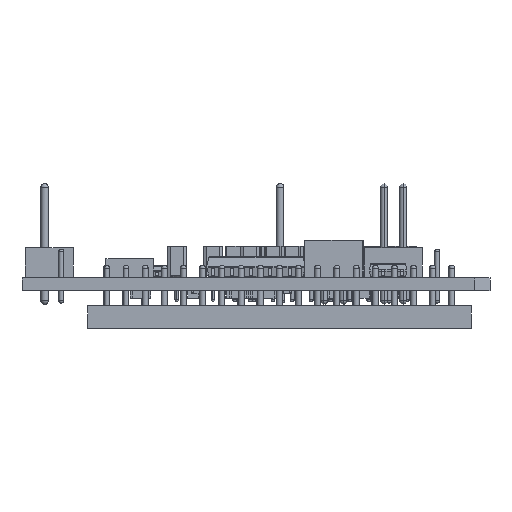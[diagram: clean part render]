
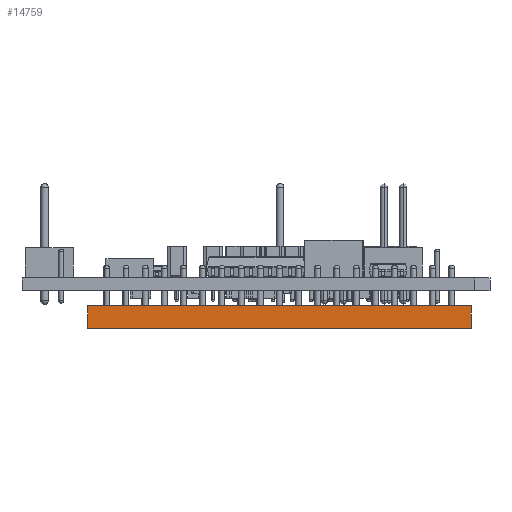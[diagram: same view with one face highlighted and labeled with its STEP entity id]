
A CAD part, left-side view. The second image highlights one B-rep face of the part: STEP entity #14759.
In plain terms, the highlighted face is planar.
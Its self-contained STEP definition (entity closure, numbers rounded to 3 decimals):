
#14661 = EDGE_CURVE('',#14662,#14664,#14666,.T.);
#14662 = VERTEX_POINT('',#14663);
#14663 = CARTESIAN_POINT('',(1.9,2.5,2.));
#14664 = VERTEX_POINT('',#14665);
#14665 = CARTESIAN_POINT('',(1.9,2.5,5.));
#14666 = LINE('',#14667,#14668);
#14667 = CARTESIAN_POINT('',(1.9,2.5,2.));
#14668 = VECTOR('',#14669,1.);
#14669 = DIRECTION('',(0.,0.,1.));
#14734 = VERTEX_POINT('',#14735);
#14735 = CARTESIAN_POINT('',(1.9,-48.3,5.));
#14741 = EDGE_CURVE('',#14742,#14734,#14744,.T.);
#14742 = VERTEX_POINT('',#14743);
#14743 = CARTESIAN_POINT('',(1.9,-48.3,2.));
#14744 = LINE('',#14745,#14746);
#14745 = CARTESIAN_POINT('',(1.9,-48.3,2.));
#14746 = VECTOR('',#14747,1.);
#14747 = DIRECTION('',(0.,0.,1.));
#14759 = ADVANCED_FACE('',(#14760),#14776,.F.);
#14760 = FACE_BOUND('',#14761,.F.);
#14761 = EDGE_LOOP('',(#14762,#14763,#14769,#14770));
#14762 = ORIENTED_EDGE('',*,*,#14741,.T.);
#14763 = ORIENTED_EDGE('',*,*,#14764,.T.);
#14764 = EDGE_CURVE('',#14734,#14664,#14765,.T.);
#14765 = LINE('',#14766,#14767);
#14766 = CARTESIAN_POINT('',(1.9,-48.3,5.));
#14767 = VECTOR('',#14768,1.);
#14768 = DIRECTION('',(0.,1.,0.));
#14769 = ORIENTED_EDGE('',*,*,#14661,.F.);
#14770 = ORIENTED_EDGE('',*,*,#14771,.F.);
#14771 = EDGE_CURVE('',#14742,#14662,#14772,.T.);
#14772 = LINE('',#14773,#14774);
#14773 = CARTESIAN_POINT('',(1.9,-48.3,2.));
#14774 = VECTOR('',#14775,1.);
#14775 = DIRECTION('',(0.,1.,0.));
#14776 = PLANE('',#14777);
#14777 = AXIS2_PLACEMENT_3D('',#14778,#14779,#14780);
#14778 = CARTESIAN_POINT('',(1.9,-48.3,2.));
#14779 = DIRECTION('',(-1.,0.,0.));
#14780 = DIRECTION('',(0.,1.,0.));
